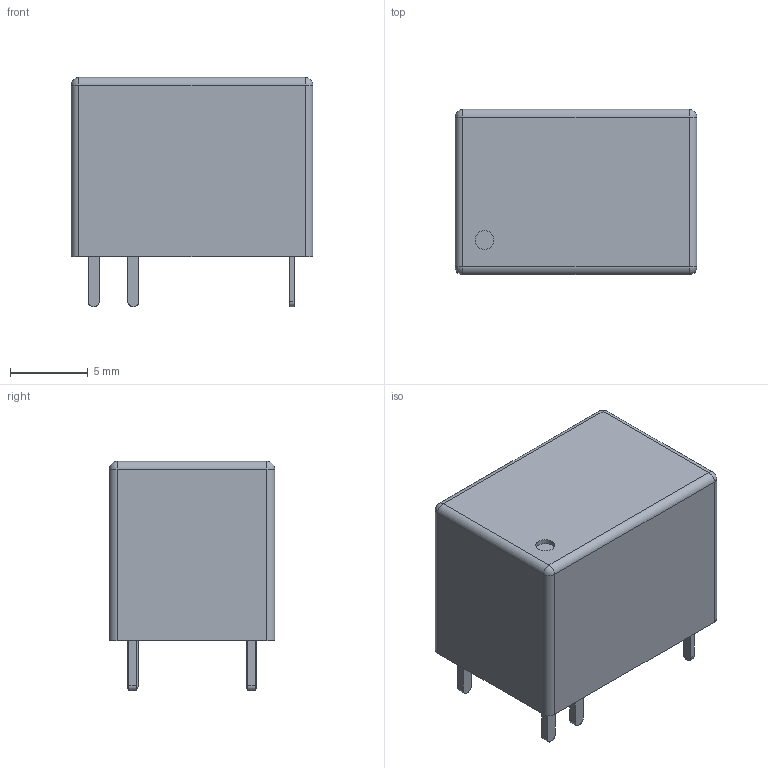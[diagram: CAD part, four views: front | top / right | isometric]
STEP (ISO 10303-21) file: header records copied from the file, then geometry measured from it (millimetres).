
FILE_DESCRIPTION (( 'STEP AP214' ), '1' );
FILE_NAME ('RELAY-TH_972-1C-24DS.step', '2022-07-09T12:57:21', ( '' ), ( '' ), 'SwSTEP 2.0', 'SolidWorks 2020', '' );
FILE_SCHEMA (( 'AUTOMOTIVE_DESIGN' ));
Length unit declared in the file: millimetre
Products named in the file (1): RELAY-TH_972-1C-24DS
Bounding box: 15.5 x 10.61 x 14.7 mm (x, y, z)
Volume: 1889.7 mm3; surface area: 951.6 mm2
Topology: 1 solids, 1 shells, 346 faces, 925 edges, 610 vertices
Faces by surface type: plane 208, bspline 112, cylinder 22, sphere 4
Entity records: 14616 total; most frequent: CARTESIAN_POINT 3982, ORIENTED_EDGE 1842, DIRECTION 1207, EDGE_CURVE 921, LINE 649, VECTOR 649, VERTEX_POINT 610, EDGE_LOOP 379
